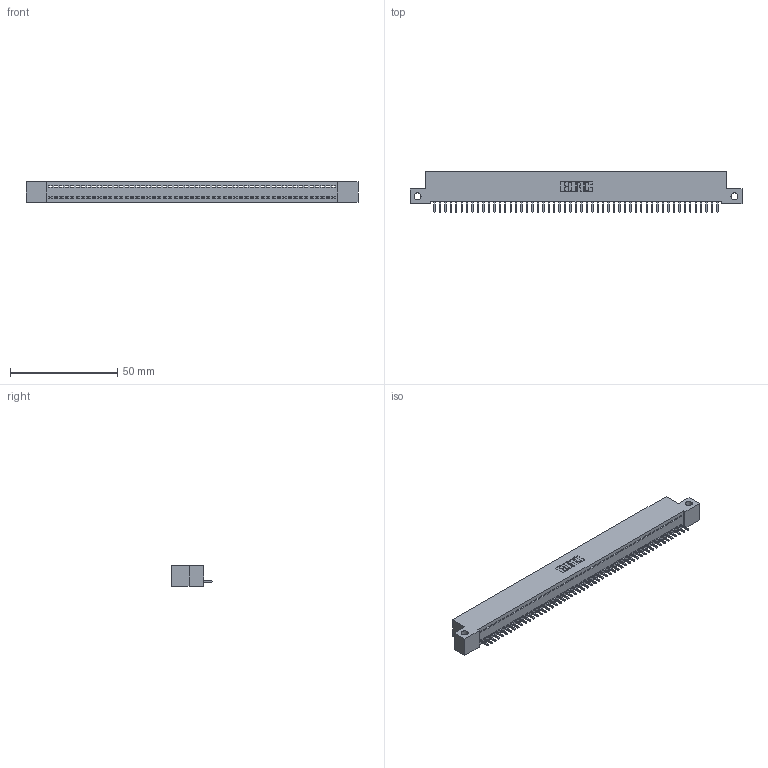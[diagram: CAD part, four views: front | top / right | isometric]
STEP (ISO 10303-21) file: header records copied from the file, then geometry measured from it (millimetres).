
FILE_DESCRIPTION (( 'STEP AP203' ), '1' );
FILE_NAME ('392-053-521-112.STEP', '2019-10-08T13:04:49', ( '' ), ( '' ), 'SwSTEP 2.0', 'SolidWorks 2016', '' );
FILE_SCHEMA (( 'CONFIG_CONTROL_DESIGN' ));
Length unit declared in the file: inch
Products named in the file (3): 342 Part_Side Mount; 345-292-001_345-293-121; 392-053-521-112
Assembly tree (54 placements, depth 2):
  392-053-521-112
    342 Part_Side Mount
    345-292-001_345-293-121  x53
Bounding box: 154.94 x 19.06 x 9.4 mm (x, y, z)
Volume: 13400.9 mm3; surface area: 19142.1 mm2
Topology: 54 solids, 54 shells, 3184 faces, 9627 edges, 6346 vertices
Faces by surface type: plane 2292, cylinder 892
Entity records: 30867 total; most frequent: CARTESIAN_POINT 5329, ORIENTED_EDGE 5318, DIRECTION 4473, EDGE_CURVE 2659, VECTOR 2531, LINE 2531, VERTEX_POINT 1770, AXIS2_PLACEMENT_3D 971
